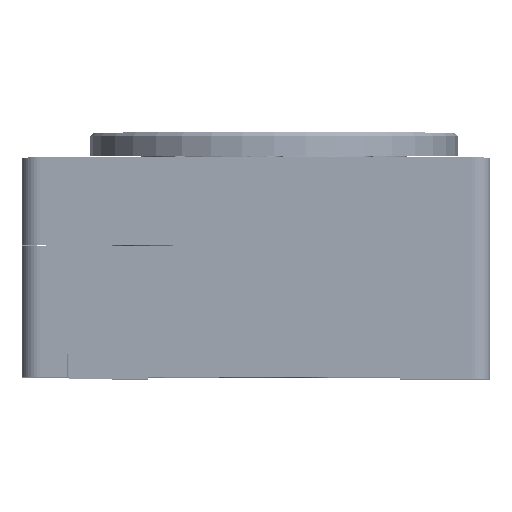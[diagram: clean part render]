
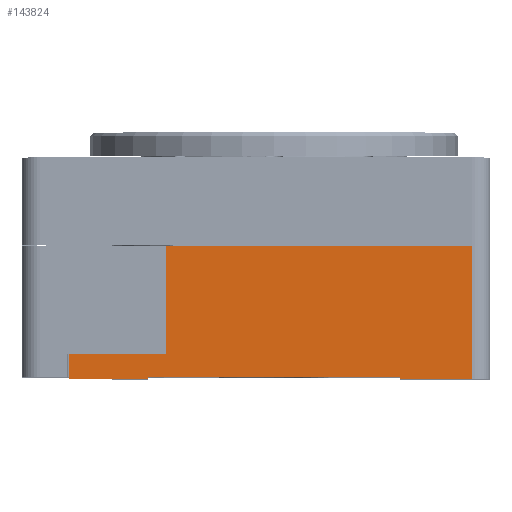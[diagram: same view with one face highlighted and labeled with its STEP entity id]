
A CAD part, top view. The second image highlights one B-rep face of the part: STEP entity #143824.
In plain terms, the highlighted planar face has unit normal (0, 0, 1).
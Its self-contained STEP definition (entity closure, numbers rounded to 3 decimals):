
#2753 = ORIENTED_EDGE ( 'NONE', *, *, #75388, .T. ) ;
#2877 = LINE ( 'NONE', #70344, #36939 ) ;
#8013 = LINE ( 'NONE', #43989, #139012 ) ;
#8904 = DIRECTION ( 'NONE',  ( 0., 1., 0. ) ) ;
#8920 = DIRECTION ( 'NONE',  ( 0., 0., -1. ) ) ;
#9411 = DIRECTION ( 'NONE',  ( -1., 0., 0. ) ) ;
#14426 = CARTESIAN_POINT ( 'NONE',  ( -70., 37., 60. ) ) ;
#16652 = VECTOR ( 'NONE', #107969, 1000. ) ;
#17543 = EDGE_CURVE ( 'NONE', #102234, #20958, #81222, .T. ) ;
#18998 = LINE ( 'NONE', #92957, #90760 ) ;
#20958 = VERTEX_POINT ( 'NONE', #131370 ) ;
#25139 = EDGE_CURVE ( 'NONE', #56677, #40456, #2877, .T. ) ;
#25140 = EDGE_CURVE ( 'NONE', #104659, #102234, #18998, .T. ) ;
#31862 = VECTOR ( 'NONE', #65982, 1000. ) ;
#36939 = VECTOR ( 'NONE', #45274, 1000. ) ;
#37565 = CARTESIAN_POINT ( 'NONE',  ( 35., 0., 60. ) ) ;
#38179 = VERTEX_POINT ( 'NONE', #37565 ) ;
#40456 = VERTEX_POINT ( 'NONE', #134013 ) ;
#42701 = EDGE_CURVE ( 'NONE', #104659, #38179, #89273, .T. ) ;
#43989 = CARTESIAN_POINT ( 'NONE',  ( -30., -119.491, 60. ) ) ;
#45274 = DIRECTION ( 'NONE',  ( 0., 1., 0. ) ) ;
#47369 = AXIS2_PLACEMENT_3D ( 'NONE', #78145, #8920, #9411 ) ;
#48508 = ORIENTED_EDGE ( 'NONE', *, *, #42701, .T. ) ;
#55012 = CARTESIAN_POINT ( 'NONE',  ( -35., 0.5, 60. ) ) ;
#55093 = VECTOR ( 'NONE', #72069, 1000. ) ;
#55792 = DIRECTION ( 'NONE',  ( 0., 1., 0. ) ) ;
#56373 = EDGE_CURVE ( 'NONE', #147982, #61533, #107896, .T. ) ;
#56604 = CARTESIAN_POINT ( 'NONE',  ( -70., 0., 60. ) ) ;
#56677 = VERTEX_POINT ( 'NONE', #107428 ) ;
#57316 = DIRECTION ( 'NONE',  ( -1., 0., 0. ) ) ;
#61533 = VERTEX_POINT ( 'NONE', #140193 ) ;
#63324 = CARTESIAN_POINT ( 'NONE',  ( -57., -3., 60. ) ) ;
#63374 = EDGE_CURVE ( 'NONE', #128160, #66326, #8013, .T. ) ;
#65886 = ORIENTED_EDGE ( 'NONE', *, *, #17543, .F. ) ;
#65982 = DIRECTION ( 'NONE',  ( 0., -1., 0. ) ) ;
#66326 = VERTEX_POINT ( 'NONE', #108740 ) ;
#67043 = PLANE ( 'NONE',  #47369 ) ;
#70344 = CARTESIAN_POINT ( 'NONE',  ( 55., 37., 60. ) ) ;
#72069 = DIRECTION ( 'NONE',  ( 1., 0., 0. ) ) ;
#73723 = VECTOR ( 'NONE', #110068, 1000. ) ;
#74936 = CARTESIAN_POINT ( 'NONE',  ( -70., 7., 60. ) ) ;
#75388 = EDGE_CURVE ( 'NONE', #147982, #20958, #80277, .T. ) ;
#75510 = EDGE_CURVE ( 'NONE', #66326, #40456, #90908, .T. ) ;
#78145 = CARTESIAN_POINT ( 'NONE',  ( -70., 37., 60. ) ) ;
#80277 = LINE ( 'NONE', #56604, #137711 ) ;
#81222 = LINE ( 'NONE', #96498, #16652 ) ;
#89273 = LINE ( 'NONE', #145764, #31862 ) ;
#89613 = DIRECTION ( 'NONE',  ( 1., 0., 0. ) ) ;
#90760 = VECTOR ( 'NONE', #57316, 1000. ) ;
#90908 = LINE ( 'NONE', #14426, #55093 ) ;
#91128 = CARTESIAN_POINT ( 'NONE',  ( -70., 0., 60. ) ) ;
#91307 = ORIENTED_EDGE ( 'NONE', *, *, #56373, .F. ) ;
#92957 = CARTESIAN_POINT ( 'NONE',  ( -35., 0.5, 60. ) ) ;
#96498 = CARTESIAN_POINT ( 'NONE',  ( -35., 0.5, 60. ) ) ;
#102234 = VERTEX_POINT ( 'NONE', #55012 ) ;
#104659 = VERTEX_POINT ( 'NONE', #139401 ) ;
#107428 = CARTESIAN_POINT ( 'NONE',  ( 55., 0., 60. ) ) ;
#107896 = LINE ( 'NONE', #63324, #109761 ) ;
#107969 = DIRECTION ( 'NONE',  ( 0., -1., 0. ) ) ;
#108740 = CARTESIAN_POINT ( 'NONE',  ( -30., 37., 60. ) ) ;
#109761 = VECTOR ( 'NONE', #55792, 1000. ) ;
#110068 = DIRECTION ( 'NONE',  ( -1., 0., 0. ) ) ;
#110772 = ORIENTED_EDGE ( 'NONE', *, *, #25140, .F. ) ;
#114165 = ORIENTED_EDGE ( 'NONE', *, *, #116480, .T. ) ;
#115333 = VECTOR ( 'NONE', #89613, 1000. ) ;
#116368 = CARTESIAN_POINT ( 'NONE',  ( -57., 0., 60. ) ) ;
#116480 = EDGE_CURVE ( 'NONE', #38179, #56677, #133343, .T. ) ;
#118109 = EDGE_CURVE ( 'NONE', #128160, #61533, #145565, .T. ) ;
#119701 = ORIENTED_EDGE ( 'NONE', *, *, #25139, .T. ) ;
#120485 = CARTESIAN_POINT ( 'NONE',  ( -30., 7., 60. ) ) ;
#126815 = DIRECTION ( 'NONE',  ( 1., 0., 0. ) ) ;
#128160 = VERTEX_POINT ( 'NONE', #120485 ) ;
#128560 = EDGE_LOOP ( 'NONE', ( #135589, #91307, #2753, #65886, #110772, #48508, #114165, #119701, #133166, #140389 ) ) ;
#131370 = CARTESIAN_POINT ( 'NONE',  ( -35., 0., 60. ) ) ;
#133166 = ORIENTED_EDGE ( 'NONE', *, *, #75510, .F. ) ;
#133343 = LINE ( 'NONE', #91128, #115333 ) ;
#134013 = CARTESIAN_POINT ( 'NONE',  ( 55., 37., 60. ) ) ;
#135589 = ORIENTED_EDGE ( 'NONE', *, *, #118109, .T. ) ;
#137711 = VECTOR ( 'NONE', #126815, 1000. ) ;
#139012 = VECTOR ( 'NONE', #8904, 1000. ) ;
#139401 = CARTESIAN_POINT ( 'NONE',  ( 35., 0.5, 60. ) ) ;
#140193 = CARTESIAN_POINT ( 'NONE',  ( -57., 7., 60. ) ) ;
#140389 = ORIENTED_EDGE ( 'NONE', *, *, #63374, .F. ) ;
#143824 = ADVANCED_FACE ( 'NONE', ( #144885 ), #67043, .F. ) ;
#144885 = FACE_OUTER_BOUND ( 'NONE', #128560, .T. ) ;
#145565 = LINE ( 'NONE', #74936, #73723 ) ;
#145764 = CARTESIAN_POINT ( 'NONE',  ( 35., 0.5, 60. ) ) ;
#147982 = VERTEX_POINT ( 'NONE', #116368 ) ;
